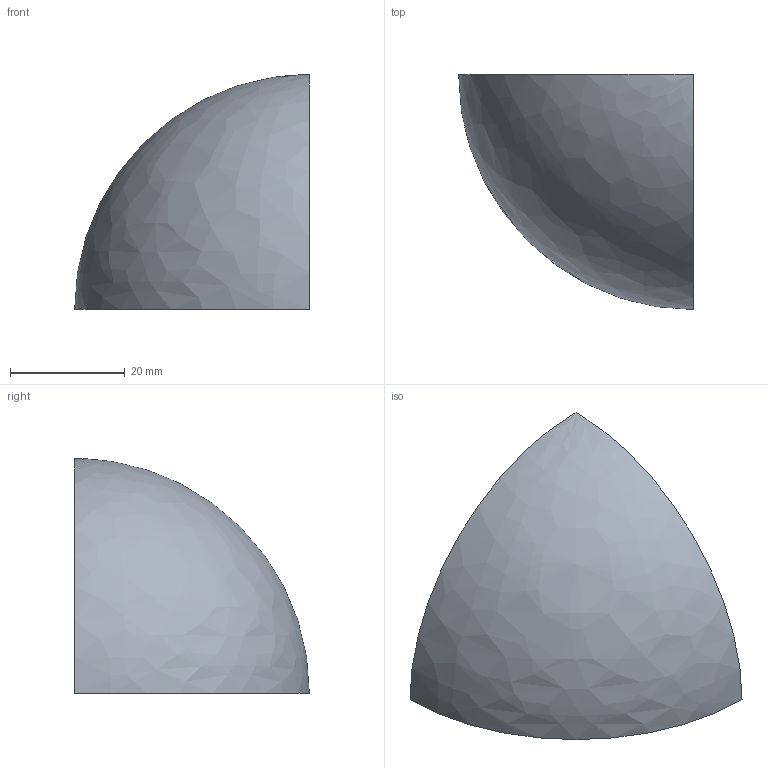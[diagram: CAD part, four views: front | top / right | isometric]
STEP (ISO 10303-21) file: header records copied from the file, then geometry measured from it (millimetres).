
FILE_DESCRIPTION(('STEP AP203'),'2;1');
FILE_NAME('18.075.00.stp','2011-09-08T18:04:48',(''),(''),'2009.3.110','THINKDESIGN','');
FILE_SCHEMA(('CONFIG_CONTROL_DESIGN'));
Length unit declared in the file: millimetre
Bounding box: 41 x 41 x 41 mm (x, y, z)
Volume: 17895.4 mm3; surface area: 11822.1 mm2
Topology: 2 solids, 2 shells, 26 faces, 74 edges, 50 vertices
Faces by surface type: plane 12, bspline 11, cylinder 3
Full cylindrical faces by diameter (mm): 9 x3
Entity records: 1076 total; most frequent: CARTESIAN_POINT 326, ORIENTED_EDGE 144, DIRECTION 114, EDGE_CURVE 72, VERTEX_POINT 50, VECTOR 48, LINE 48, AXIS2_PLACEMENT_3D 33
